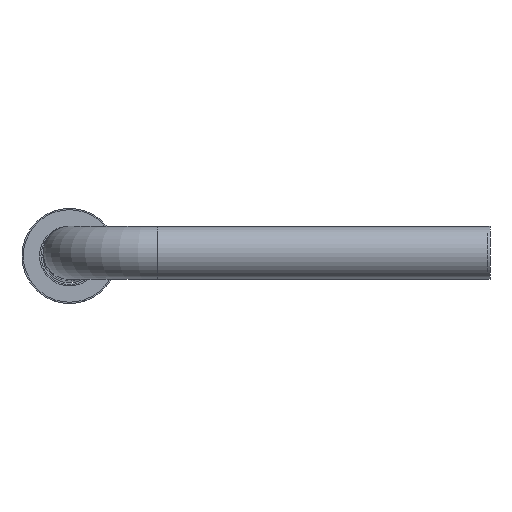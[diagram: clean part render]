
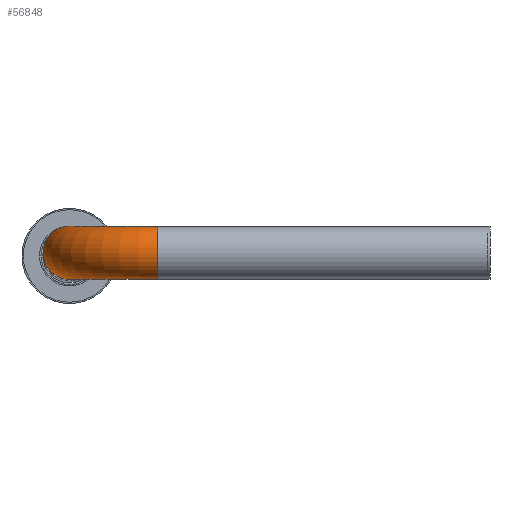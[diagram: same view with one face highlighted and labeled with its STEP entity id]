
A CAD part, top view. The second image highlights one B-rep face of the part: STEP entity #56848.
In plain terms, the highlighted toroidal (fillet/blend) face has major radius 100 mm and minor radius 30 mm.
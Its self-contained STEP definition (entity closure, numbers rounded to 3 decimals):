
#8656=TOROIDAL_SURFACE('',#60716,100.,30.);
#8860=CIRCLE('',#60708,30.);
#8862=CIRCLE('',#60711,30.);
#11884=ORIENTED_EDGE('',*,*,#29014,.T.);
#11885=ORIENTED_EDGE('',*,*,#29050,.F.);
#29014=EDGE_CURVE('',#37600,#37600,#8860,.T.);
#29050=EDGE_CURVE('',#37636,#37636,#8862,.T.);
#37600=VERTEX_POINT('',#83722);
#37636=VERTEX_POINT('',#84135);
#45161=EDGE_LOOP('',(#11884));
#45162=EDGE_LOOP('',(#11885));
#50107=FACE_BOUND('',#45161,.T.);
#50108=FACE_BOUND('',#45162,.T.);
#56848=ADVANCED_FACE('',(#50107,#50108),#8656,.T.);
#60708=AXIS2_PLACEMENT_3D('',#83721,#66894,#66895);
#60711=AXIS2_PLACEMENT_3D('',#84134,#66900,#66901);
#60716=AXIS2_PLACEMENT_3D('',#84167,#66910,#66911);
#66894=DIRECTION('',(-1.,0.,0.));
#66895=DIRECTION('',(0.,0.,1.));
#66900=DIRECTION('',(0.,0.,-1.));
#66901=DIRECTION('',(-1.,0.,0.));
#66910=DIRECTION('',(0.,-1.,0.));
#66911=DIRECTION('',(0.,0.,-1.));
#83721=CARTESIAN_POINT('',(100.,0.,2197.));
#83722=CARTESIAN_POINT('',(100.,0.,2227.));
#84134=CARTESIAN_POINT('',(0.,0.,2097.));
#84135=CARTESIAN_POINT('',(-30.,0.,2097.));
#84167=CARTESIAN_POINT('',(100.,0.,2097.));
